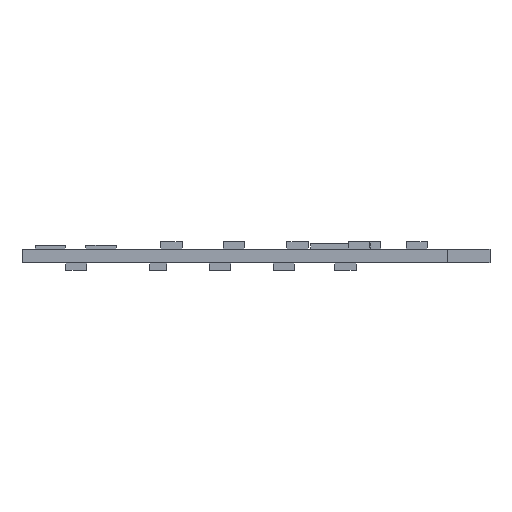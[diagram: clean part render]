
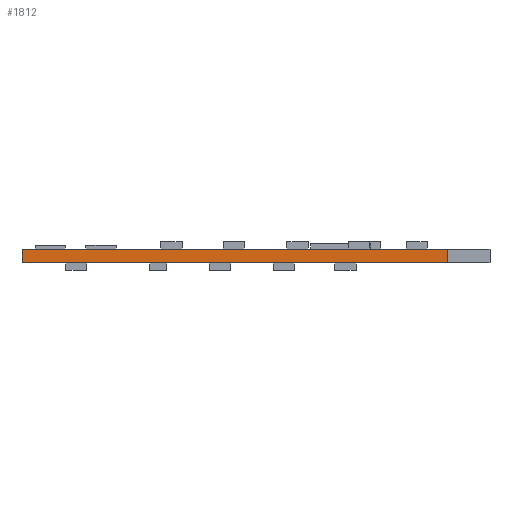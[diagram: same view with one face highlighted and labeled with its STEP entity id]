
A CAD part, left-side view. The second image highlights one B-rep face of the part: STEP entity #1812.
In plain terms, the highlighted planar face has unit normal (-1, 0, 0).
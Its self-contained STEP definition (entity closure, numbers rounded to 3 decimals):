
#303 = PLANE('',#304);
#304 = AXIS2_PLACEMENT_3D('',#305,#306,#307);
#305 = CARTESIAN_POINT('',(150.,-10.021,3.261));
#306 = DIRECTION('',(0.,0.,1.));
#307 = DIRECTION('',(1.,0.,0.));
#357 = PLANE('',#358);
#358 = AXIS2_PLACEMENT_3D('',#359,#360,#361);
#359 = CARTESIAN_POINT('',(150.,-10.021,0.));
#360 = DIRECTION('',(0.,0.,1.));
#361 = DIRECTION('',(1.,0.,0.));
#1704 = PLANE('',#1705);
#1705 = AXIS2_PLACEMENT_3D('',#1706,#1707,#1708);
#1706 = CARTESIAN_POINT('',(26.079,0.,0.));
#1707 = DIRECTION('',(0.,-1.,0.));
#1708 = DIRECTION('',(-1.,0.,0.));
#1742 = VERTEX_POINT('',#1743);
#1743 = CARTESIAN_POINT('',(0.,0.,3.261));
#1764 = EDGE_CURVE('',#1765,#1742,#1767,.T.);
#1765 = VERTEX_POINT('',#1766);
#1766 = CARTESIAN_POINT('',(0.,0.,0.));
#1767 = SURFACE_CURVE('',#1768,(#1772,#1779),.PCURVE_S1.);
#1768 = LINE('',#1769,#1770);
#1769 = CARTESIAN_POINT('',(0.,0.,0.));
#1770 = VECTOR('',#1771,1.);
#1771 = DIRECTION('',(0.,0.,1.));
#1772 = PCURVE('',#1704,#1773);
#1773 = DEFINITIONAL_REPRESENTATION('',(#1774),#1778);
#1774 = LINE('',#1775,#1776);
#1775 = CARTESIAN_POINT('',(26.079,0.));
#1776 = VECTOR('',#1777,1.);
#1777 = DIRECTION('',(0.,-1.));
#1778 = ( GEOMETRIC_REPRESENTATION_CONTEXT(2) 
PARAMETRIC_REPRESENTATION_CONTEXT() REPRESENTATION_CONTEXT('2D SPACE',''
  ) );
#1779 = PCURVE('',#1780,#1785);
#1780 = PLANE('',#1781);
#1781 = AXIS2_PLACEMENT_3D('',#1782,#1783,#1784);
#1782 = CARTESIAN_POINT('',(0.,0.,0.));
#1783 = DIRECTION('',(-1.,0.,0.));
#1784 = DIRECTION('',(0.,1.,0.));
#1785 = DEFINITIONAL_REPRESENTATION('',(#1786),#1790);
#1786 = LINE('',#1787,#1788);
#1787 = CARTESIAN_POINT('',(0.,0.));
#1788 = VECTOR('',#1789,1.);
#1789 = DIRECTION('',(0.,-1.));
#1790 = ( GEOMETRIC_REPRESENTATION_CONTEXT(2) 
PARAMETRIC_REPRESENTATION_CONTEXT() REPRESENTATION_CONTEXT('2D SPACE',''
  ) );
#1812 = ADVANCED_FACE('',(#1813),#1780,.T.);
#1813 = FACE_BOUND('',#1814,.T.);
#1814 = EDGE_LOOP('',(#1815,#1816,#1839,#1867));
#1815 = ORIENTED_EDGE('',*,*,#1764,.T.);
#1816 = ORIENTED_EDGE('',*,*,#1817,.T.);
#1817 = EDGE_CURVE('',#1742,#1818,#1820,.T.);
#1818 = VERTEX_POINT('',#1819);
#1819 = CARTESIAN_POINT('',(0.,99.979,3.261));
#1820 = SURFACE_CURVE('',#1821,(#1825,#1832),.PCURVE_S1.);
#1821 = LINE('',#1822,#1823);
#1822 = CARTESIAN_POINT('',(0.,0.,3.261));
#1823 = VECTOR('',#1824,1.);
#1824 = DIRECTION('',(0.,1.,0.));
#1825 = PCURVE('',#1780,#1826);
#1826 = DEFINITIONAL_REPRESENTATION('',(#1827),#1831);
#1827 = LINE('',#1828,#1829);
#1828 = CARTESIAN_POINT('',(0.,-3.261));
#1829 = VECTOR('',#1830,1.);
#1830 = DIRECTION('',(1.,0.));
#1831 = ( GEOMETRIC_REPRESENTATION_CONTEXT(2) 
PARAMETRIC_REPRESENTATION_CONTEXT() REPRESENTATION_CONTEXT('2D SPACE',''
  ) );
#1832 = PCURVE('',#303,#1833);
#1833 = DEFINITIONAL_REPRESENTATION('',(#1834),#1838);
#1834 = LINE('',#1835,#1836);
#1835 = CARTESIAN_POINT('',(-150.,10.021));
#1836 = VECTOR('',#1837,1.);
#1837 = DIRECTION('',(0.,1.));
#1838 = ( GEOMETRIC_REPRESENTATION_CONTEXT(2) 
PARAMETRIC_REPRESENTATION_CONTEXT() REPRESENTATION_CONTEXT('2D SPACE',''
  ) );
#1839 = ORIENTED_EDGE('',*,*,#1840,.F.);
#1840 = EDGE_CURVE('',#1841,#1818,#1843,.T.);
#1841 = VERTEX_POINT('',#1842);
#1842 = CARTESIAN_POINT('',(0.,99.979,0.));
#1843 = SURFACE_CURVE('',#1844,(#1848,#1855),.PCURVE_S1.);
#1844 = LINE('',#1845,#1846);
#1845 = CARTESIAN_POINT('',(0.,99.979,0.));
#1846 = VECTOR('',#1847,1.);
#1847 = DIRECTION('',(0.,0.,1.));
#1848 = PCURVE('',#1780,#1849);
#1849 = DEFINITIONAL_REPRESENTATION('',(#1850),#1854);
#1850 = LINE('',#1851,#1852);
#1851 = CARTESIAN_POINT('',(99.979,0.));
#1852 = VECTOR('',#1853,1.);
#1853 = DIRECTION('',(0.,-1.));
#1854 = ( GEOMETRIC_REPRESENTATION_CONTEXT(2) 
PARAMETRIC_REPRESENTATION_CONTEXT() REPRESENTATION_CONTEXT('2D SPACE',''
  ) );
#1855 = PCURVE('',#1856,#1861);
#1856 = PLANE('',#1857);
#1857 = AXIS2_PLACEMENT_3D('',#1858,#1859,#1860);
#1858 = CARTESIAN_POINT('',(0.,99.979,0.));
#1859 = DIRECTION('',(0.,1.,0.));
#1860 = DIRECTION('',(1.,0.,0.));
#1861 = DEFINITIONAL_REPRESENTATION('',(#1862),#1866);
#1862 = LINE('',#1863,#1864);
#1863 = CARTESIAN_POINT('',(0.,0.));
#1864 = VECTOR('',#1865,1.);
#1865 = DIRECTION('',(0.,-1.));
#1866 = ( GEOMETRIC_REPRESENTATION_CONTEXT(2) 
PARAMETRIC_REPRESENTATION_CONTEXT() REPRESENTATION_CONTEXT('2D SPACE',''
  ) );
#1867 = ORIENTED_EDGE('',*,*,#1868,.F.);
#1868 = EDGE_CURVE('',#1765,#1841,#1869,.T.);
#1869 = SURFACE_CURVE('',#1870,(#1874,#1881),.PCURVE_S1.);
#1870 = LINE('',#1871,#1872);
#1871 = CARTESIAN_POINT('',(0.,0.,0.));
#1872 = VECTOR('',#1873,1.);
#1873 = DIRECTION('',(0.,1.,0.));
#1874 = PCURVE('',#1780,#1875);
#1875 = DEFINITIONAL_REPRESENTATION('',(#1876),#1880);
#1876 = LINE('',#1877,#1878);
#1877 = CARTESIAN_POINT('',(0.,0.));
#1878 = VECTOR('',#1879,1.);
#1879 = DIRECTION('',(1.,0.));
#1880 = ( GEOMETRIC_REPRESENTATION_CONTEXT(2) 
PARAMETRIC_REPRESENTATION_CONTEXT() REPRESENTATION_CONTEXT('2D SPACE',''
  ) );
#1881 = PCURVE('',#357,#1882);
#1882 = DEFINITIONAL_REPRESENTATION('',(#1883),#1887);
#1883 = LINE('',#1884,#1885);
#1884 = CARTESIAN_POINT('',(-150.,10.021));
#1885 = VECTOR('',#1886,1.);
#1886 = DIRECTION('',(0.,1.));
#1887 = ( GEOMETRIC_REPRESENTATION_CONTEXT(2) 
PARAMETRIC_REPRESENTATION_CONTEXT() REPRESENTATION_CONTEXT('2D SPACE',''
  ) );
